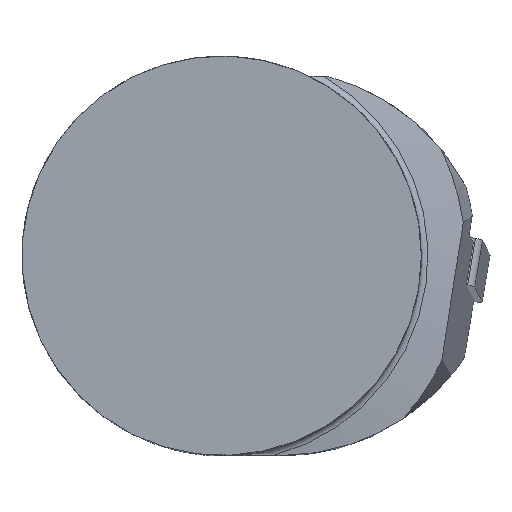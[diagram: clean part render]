
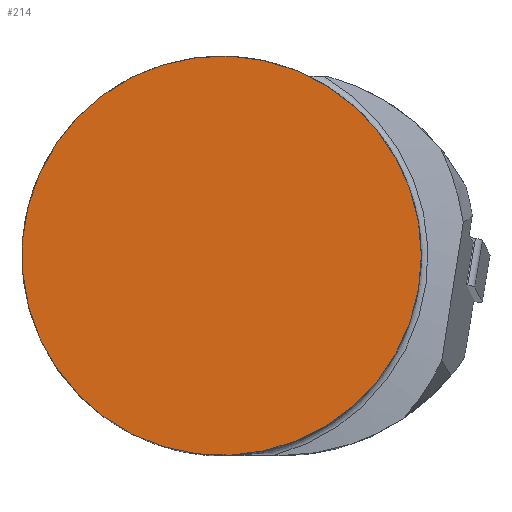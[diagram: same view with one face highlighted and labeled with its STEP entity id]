
A CAD part, top view. The second image highlights one B-rep face of the part: STEP entity #214.
In plain terms, the highlighted planar face has unit normal (0, 0, 1).
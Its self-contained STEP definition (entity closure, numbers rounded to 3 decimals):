
#171=FACE_OUTER_BOUND('',#412,.T.);
#214=ADVANCED_FACE('',(#171),#240,.T.);
#240=PLANE('',#1001);
#412=EDGE_LOOP('',(#618));
#618=ORIENTED_EDGE('',*,*,#734,.T.);
#652=VERTEX_POINT('',#1413);
#734=EDGE_CURVE('',#652,#652,#812,.T.);
#812=CIRCLE('',#951,20.);
#951=AXIS2_PLACEMENT_3D('',#1412,#1096,#1097);
#1001=AXIS2_PLACEMENT_3D('',#1603,#1227,#1228);
#1096=DIRECTION('',(0.,0.,1.));
#1097=DIRECTION('',(1.,0.,0.));
#1227=DIRECTION('',(0.,0.,1.));
#1228=DIRECTION('',(1.,0.,0.));
#1412=CARTESIAN_POINT('',(0.,0.,0.));
#1413=CARTESIAN_POINT('',(20.,0.,0.));
#1603=CARTESIAN_POINT('',(0.,0.,0.));
